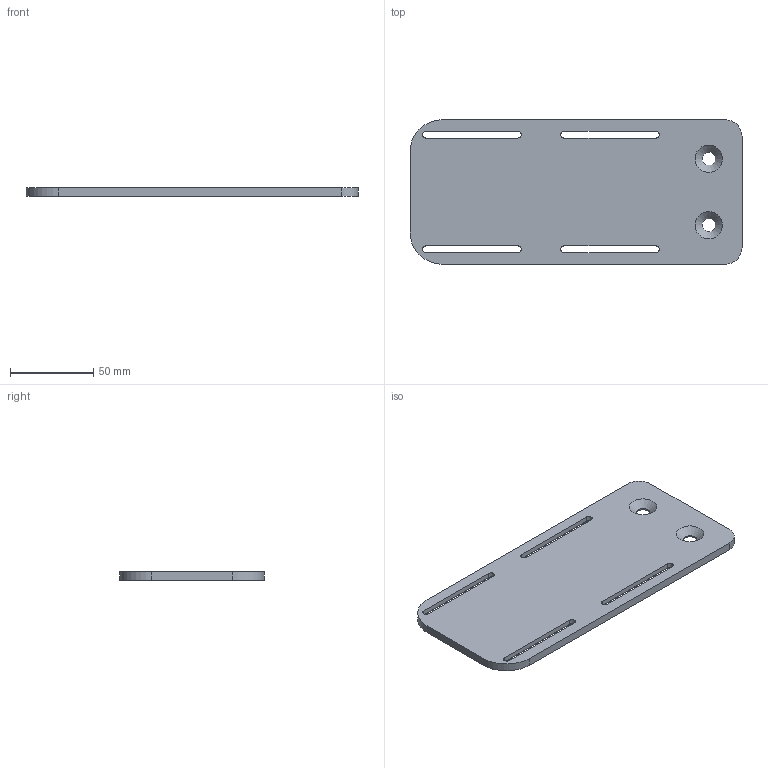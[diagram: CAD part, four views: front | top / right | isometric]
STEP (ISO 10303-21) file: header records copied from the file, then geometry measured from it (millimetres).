
FILE_DESCRIPTION(('FreeCAD Model'),'2;1');
FILE_NAME('Support T50-CM3.step', '2023-01-31T15:08:52',('Author'),(''), 'Open CASCADE STEP processor 7.2','FreeCAD','Unknown');
FILE_SCHEMA(('AUTOMOTIVE_DESIGN { 1 0 10303 214 1 1 1 1 }'));
Length unit declared in the file: millimetre
Products named in the file (1): Chamfer003
Bounding box: 200 x 87 x 5 mm (x, y, z)
Volume: 79158.3 mm3; surface area: 37143.8 mm2
Topology: 1 solids, 1 shells, 46 faces, 114 edges, 70 vertices
Faces by surface type: plane 22, cylinder 14, cone 10
Full cylindrical faces by diameter (mm): 8 x2
Entity records: 2925 total; most frequent: CARTESIAN_POINT 647, DIRECTION 416, LINE 244, VECTOR 244, ORIENTED_EDGE 228, PCURVE 228, DEFINITIONAL_REPRESENTATION 228, EDGE_CURVE 114
